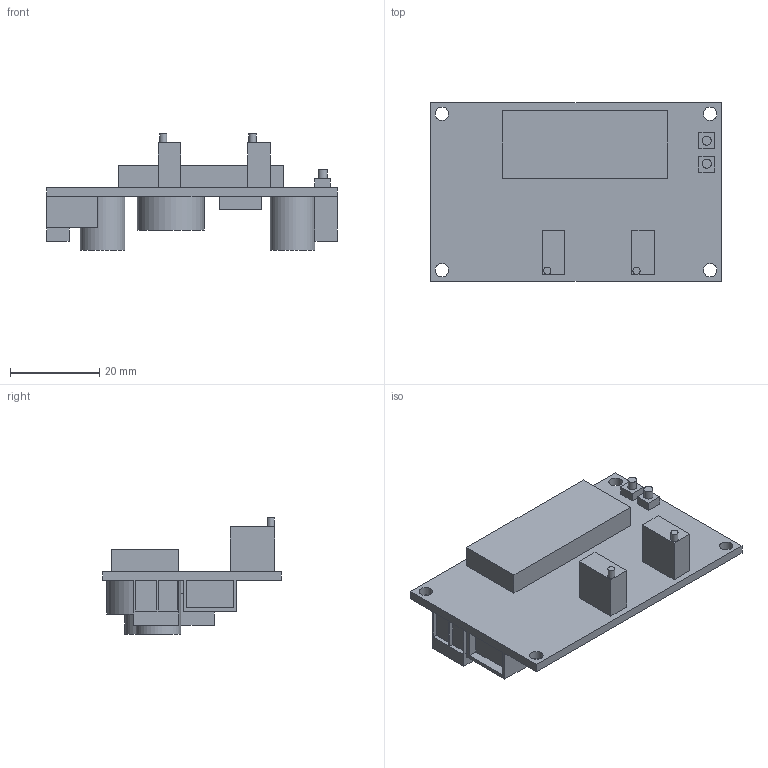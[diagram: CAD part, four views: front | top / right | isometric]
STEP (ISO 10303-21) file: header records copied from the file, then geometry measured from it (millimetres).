
FILE_DESCRIPTION(/* description */ (''),/* implementation_level */ '2;1');
FILE_NAME(/* name */ 'droc_dc_buck_converter.step',/* time_stamp */ '2021-11-16T10:57:58-05:00',/* author */ (''),/* organization */ (''),/* preprocessor_version */ 'ST-DEVELOPER v18.1',/* originating_system */ 'Autodesk Translation Framework v10.10.0.1391',/* authorisation */ '');
FILE_SCHEMA (('AUTOMOTIVE_DESIGN { 1 0 10303 214 3 1 1 }'));
Length unit declared in the file: centimetre
Products named in the file (1): dc_buck_converter_6_32v_to_1.5_32v
Bounding box: 65 x 40 x 26 mm (x, y, z)
Volume: 13655.2 mm3; surface area: 9412.4 mm2
Topology: 1 solids, 1 shells, 101 faces, 228 edges, 152 vertices
Faces by surface type: plane 85, cylinder 16
Full cylindrical faces by diameter (mm): 1.614 x1, 1.632 x1, 1.992 x1, 2.055 x1, 3 x4, 3.187 x4, 8.96 x1, 10 x2, 15 x1
Entity records: 2921 total; most frequent: CARTESIAN_POINT 482, DIRECTION 464, ORIENTED_EDGE 456, EDGE_CURVE 228, LINE 196, VECTOR 196, VERTEX_POINT 152, AXIS2_PLACEMENT_3D 134
